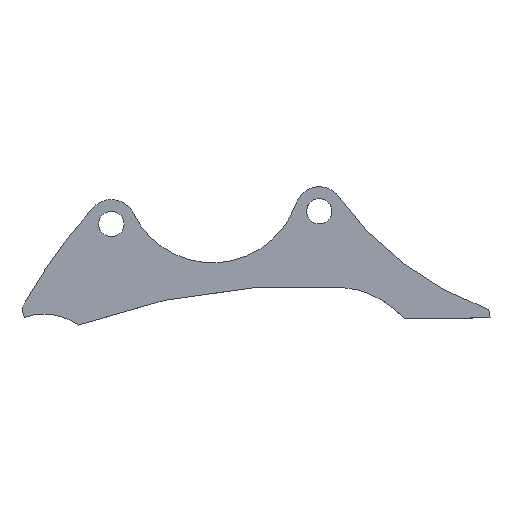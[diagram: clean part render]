
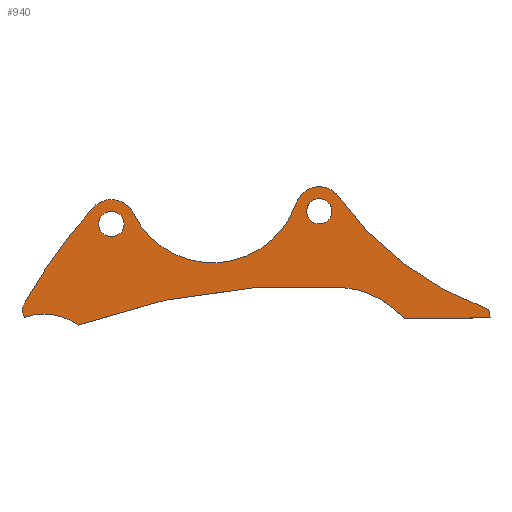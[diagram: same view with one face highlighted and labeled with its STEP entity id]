
A CAD part, top view. The second image highlights one B-rep face of the part: STEP entity #940.
In plain terms, the highlighted planar face has unit normal (0, 0, 1).
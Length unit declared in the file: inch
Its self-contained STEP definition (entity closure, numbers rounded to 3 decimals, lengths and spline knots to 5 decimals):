
#345=CARTESIAN_POINT('',(0.17921,-2.14196,0.0));
#346=VERTEX_POINT('',#345);
#347=CARTESIAN_POINT('',(0.15266,-2.19456,0.0));
#348=VERTEX_POINT('',#347);
#349=CARTESIAN_POINT('',(0.65463,-2.41488,0.0));
#350=DIRECTION('',(0.0,0.0,1.0));
#351=DIRECTION('',(1.0,0.0,0.0));
#352=AXIS2_PLACEMENT_3D('',#349,#350,#351);
#353=CIRCLE('',#352,0.54819);
#354=EDGE_CURVE('',#346,#348,#353,.T.);
#387=CARTESIAN_POINT('',(0.15131,-2.23133,0.0));
#388=VERTEX_POINT('',#387);
#389=CARTESIAN_POINT('',(0.19845,-2.21466,0.0));
#390=DIRECTION('',(0.0,0.0,1.0));
#391=DIRECTION('',(1.0,0.0,0.0));
#392=AXIS2_PLACEMENT_3D('',#389,#390,#391);
#393=CIRCLE('',#392,0.05);
#394=EDGE_CURVE('',#348,#388,#393,.T.);
#420=CARTESIAN_POINT('',(0.17249,-2.2912,0.0));
#421=VERTEX_POINT('',#420);
#422=CARTESIAN_POINT('',(0.15131,-2.23133,0.0));
#423=DIRECTION('',(0.334,-0.943,0.0));
#424=VECTOR('',#423,1.);
#425=LINE('',#422,#424);
#426=EDGE_CURVE('',#388,#421,#425,.T.);
#451=CARTESIAN_POINT('',(0.69022,-2.36605,0.0));
#452=VERTEX_POINT('',#451);
#453=CARTESIAN_POINT('',(0.3601,-2.82149,0.0));
#454=DIRECTION('',(0.0,0.0,-1.0));
#455=DIRECTION('',(1.0,0.0,0.0));
#456=AXIS2_PLACEMENT_3D('',#453,#454,#455);
#457=CIRCLE('',#456,0.5625);
#458=EDGE_CURVE('',#421,#452,#457,.T.);
#484=CARTESIAN_POINT('',(3.26173,-2.00701,0.0));
#485=VERTEX_POINT('',#484);
#486=CARTESIAN_POINT('',(2.80978,-8.15854,0.0));
#487=DIRECTION('',(0.0,0.0,-1.0));
#488=DIRECTION('',(1.0,0.0,0.0));
#489=AXIS2_PLACEMENT_3D('',#486,#487,#488);
#490=CIRCLE('',#489,6.16811);
#491=EDGE_CURVE('',#452,#485,#490,.T.);
#517=CARTESIAN_POINT('',(3.69715,-2.18429,0.0));
#518=VERTEX_POINT('',#517);
#519=CARTESIAN_POINT('',(3.20016,-2.78161,0.0));
#520=DIRECTION('',(0.0,0.0,-1.0));
#521=DIRECTION('',(1.0,0.0,0.0));
#522=AXIS2_PLACEMENT_3D('',#519,#520,#521);
#523=CIRCLE('',#522,0.77704);
#524=EDGE_CURVE('',#485,#518,#523,.T.);
#550=CARTESIAN_POINT('',(3.84277,-2.30545,0.0));
#551=VERTEX_POINT('',#550);
#552=CARTESIAN_POINT('',(3.69715,-2.18429,0.0));
#553=DIRECTION('',(0.769,-0.64,0.0));
#554=VECTOR('',#553,1.);
#555=LINE('',#552,#554);
#556=EDGE_CURVE('',#518,#551,#555,.T.);
#581=CARTESIAN_POINT('',(4.66013,-2.29491,0.0));
#582=VERTEX_POINT('',#581);
#583=CARTESIAN_POINT('',(3.84277,-2.30545,0.0));
#584=DIRECTION('',(1.,0.013,0.0));
#585=VECTOR('',#584,1.);
#586=LINE('',#583,#585);
#587=EDGE_CURVE('',#551,#582,#586,.T.);
#612=CARTESIAN_POINT('',(4.65674,-2.24917,0.0));
#613=VERTEX_POINT('',#612);
#614=CARTESIAN_POINT('',(4.66013,-2.29491,0.0));
#615=DIRECTION('',(-0.074,0.997,0.0));
#616=VECTOR('',#615,1.);
#617=LINE('',#614,#616);
#618=EDGE_CURVE('',#582,#613,#617,.T.);
#643=CARTESIAN_POINT('',(4.62357,-2.20571,0.0));
#644=VERTEX_POINT('',#643);
#645=CARTESIAN_POINT('',(4.60683,-2.25287,0.0));
#646=DIRECTION('',(0.0,0.0,1.0));
#647=DIRECTION('',(1.0,0.0,0.0));
#648=AXIS2_PLACEMENT_3D('',#645,#646,#647);
#649=CIRCLE('',#648,0.05004);
#650=EDGE_CURVE('',#613,#644,#649,.T.);
#676=CARTESIAN_POINT('',(3.20696,-1.13244,0.0));
#677=VERTEX_POINT('',#676);
#678=CARTESIAN_POINT('',(5.60602,0.56254,0.0));
#679=DIRECTION('',(0.0,0.0,-1.0));
#680=DIRECTION('',(1.0,0.0,0.0));
#681=AXIS2_PLACEMENT_3D('',#678,#679,#680);
#682=CIRCLE('',#681,2.93742);
#683=EDGE_CURVE('',#644,#677,#682,.T.);
#709=CARTESIAN_POINT('',(2.79061,-1.19206,0.0));
#710=VERTEX_POINT('',#709);
#711=CARTESIAN_POINT('',(3.01404,-1.26875,0.0));
#712=DIRECTION('',(0.0,0.0,1.0));
#713=DIRECTION('',(1.0,0.0,0.0));
#714=AXIS2_PLACEMENT_3D('',#711,#712,#713);
#715=CIRCLE('',#714,0.23622);
#716=EDGE_CURVE('',#677,#710,#715,.T.);
#742=CARTESIAN_POINT('',(1.22232,-1.28798,0.0));
#743=VERTEX_POINT('',#742);
#744=CARTESIAN_POINT('',(1.98666,-0.9161,0.0));
#745=DIRECTION('',(0.0,0.0,-1.0));
#746=DIRECTION('',(1.0,0.0,0.0));
#747=AXIS2_PLACEMENT_3D('',#744,#745,#746);
#748=CIRCLE('',#747,0.85);
#749=EDGE_CURVE('',#710,#743,#748,.T.);
#775=CARTESIAN_POINT('',(0.83357,-1.23415,0.0));
#776=VERTEX_POINT('',#775);
#777=CARTESIAN_POINT('',(1.00991,-1.39133,0.0));
#778=DIRECTION('',(0.0,0.0,1.0));
#779=DIRECTION('',(1.0,0.0,0.0));
#780=AXIS2_PLACEMENT_3D('',#777,#778,#779);
#781=CIRCLE('',#780,0.23622);
#782=EDGE_CURVE('',#743,#776,#781,.T.);
#819=CARTESIAN_POINT('',(3.13609,-1.26875,0.0));
#820=VERTEX_POINT('',#819);
#821=CARTESIAN_POINT('',(3.01404,-1.26875,0.0));
#822=DIRECTION('',(0.0,0.0,1.0));
#823=DIRECTION('',(1.0,0.0,0.0));
#824=AXIS2_PLACEMENT_3D('',#821,#822,#823);
#825=CIRCLE('',#824,0.12205);
#826=EDGE_CURVE('',#820,#820,#825,.T.);
#847=CARTESIAN_POINT('',(1.13196,-1.39133,0.0));
#848=VERTEX_POINT('',#847);
#849=CARTESIAN_POINT('',(1.00991,-1.39133,0.0));
#850=DIRECTION('',(0.0,0.0,1.0));
#851=DIRECTION('',(1.0,0.0,0.0));
#852=AXIS2_PLACEMENT_3D('',#849,#850,#851);
#853=CIRCLE('',#852,0.12205);
#854=EDGE_CURVE('',#848,#848,#853,.T.);
#864=CARTESIAN_POINT('',(4.87922,-4.84006,0.0));
#865=DIRECTION('',(0.0,0.0,1.0));
#866=DIRECTION('',(1.0,0.0,0.0));
#867=AXIS2_PLACEMENT_3D('',#864,#865,#866);
#868=CIRCLE('',#867,5.4194);
#869=EDGE_CURVE('',#776,#346,#868,.T.);
#912=CARTESIAN_POINT('',(0.65463,-2.41488,0.0));
#913=DIRECTION('',(0.0,0.0,1.0));
#914=DIRECTION('',(1.0,0.0,0.0));
#915=AXIS2_PLACEMENT_3D('',#912,#913,#914);
#916=PLANE('',#915);
#917=ORIENTED_EDGE('',*,*,#354,.T.);
#918=ORIENTED_EDGE('',*,*,#394,.T.);
#919=ORIENTED_EDGE('',*,*,#426,.T.);
#920=ORIENTED_EDGE('',*,*,#458,.T.);
#921=ORIENTED_EDGE('',*,*,#491,.T.);
#922=ORIENTED_EDGE('',*,*,#524,.T.);
#923=ORIENTED_EDGE('',*,*,#556,.T.);
#924=ORIENTED_EDGE('',*,*,#587,.T.);
#925=ORIENTED_EDGE('',*,*,#618,.T.);
#926=ORIENTED_EDGE('',*,*,#650,.T.);
#927=ORIENTED_EDGE('',*,*,#683,.T.);
#928=ORIENTED_EDGE('',*,*,#716,.T.);
#929=ORIENTED_EDGE('',*,*,#749,.T.);
#930=ORIENTED_EDGE('',*,*,#782,.T.);
#931=ORIENTED_EDGE('',*,*,#869,.T.);
#932=EDGE_LOOP('',(#917,#918,#919,#920,#921,#922,#923,#924,#925,#926,#927,#928,#929,#930,#931));
#933=FACE_OUTER_BOUND('',#932,.T.);
#934=ORIENTED_EDGE('',*,*,#854,.F.);
#935=EDGE_LOOP('',(#934));
#936=FACE_BOUND('',#935,.T.);
#937=ORIENTED_EDGE('',*,*,#826,.F.);
#938=EDGE_LOOP('',(#937));
#939=FACE_BOUND('',#938,.T.);
#940=ADVANCED_FACE('',(#933,#936,#939),#916,.T.);
